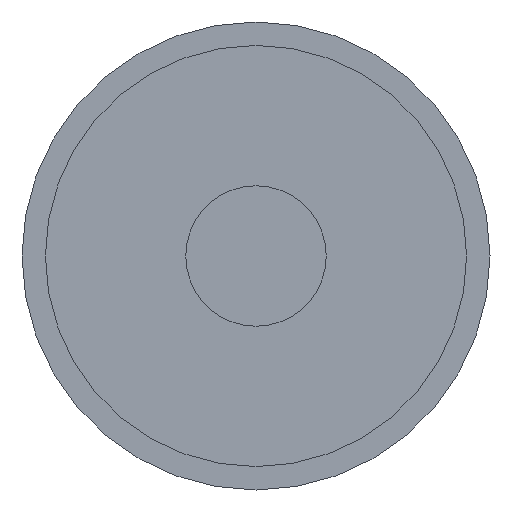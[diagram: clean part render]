
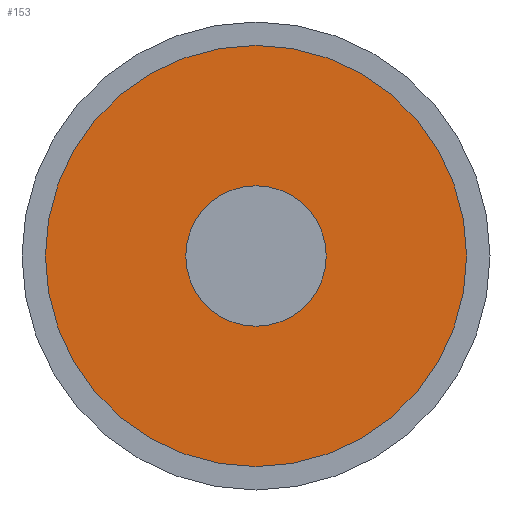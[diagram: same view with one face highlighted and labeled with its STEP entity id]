
A CAD part, front view. The second image highlights one B-rep face of the part: STEP entity #153.
In plain terms, the highlighted planar face has unit normal (0, -1, 0).
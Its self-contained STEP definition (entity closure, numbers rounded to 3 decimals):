
#58 = EDGE_CURVE ( 'NONE', #66, #65, #449, .T. ) ;
#64 = EDGE_CURVE ( 'NONE', #65, #66, #443, .T. ) ;
#65 = VERTEX_POINT ( 'NONE', #438 ) ;
#66 = VERTEX_POINT ( 'NONE', #437 ) ;
#85 = ORIENTED_EDGE ( 'NONE', *, *, #58, .T. ) ;
#153 = ADVANCED_FACE ( 'NONE', ( #246 ), #241, .F. ) ;
#154 = EDGE_LOOP ( 'NONE', ( #85, #191 ) ) ;
#191 = ORIENTED_EDGE ( 'NONE', *, *, #64, .T. ) ;
#236 = DIRECTION ( 'NONE',  ( 0., 0., 1. ) ) ;
#237 = DIRECTION ( 'NONE',  ( 0., 1., 0. ) ) ;
#238 = CARTESIAN_POINT ( 'NONE',  ( 0., -7.5, 0. ) ) ;
#240 = AXIS2_PLACEMENT_3D ( 'NONE', #238, #237, #236 ) ;
#241 = PLANE ( 'NONE',  #240 ) ;
#246 = FACE_OUTER_BOUND ( 'NONE', #154, .T. ) ;
#370 = DIRECTION ( 'NONE',  ( 0., 0., 1. ) ) ;
#371 = DIRECTION ( 'NONE',  ( 0., -1., 0. ) ) ;
#372 = CARTESIAN_POINT ( 'NONE',  ( 0., -7.5, 0. ) ) ;
#373 = AXIS2_PLACEMENT_3D ( 'NONE', #372, #371, #370 ) ;
#437 = CARTESIAN_POINT ( 'NONE',  ( 0., -7.5, 9. ) ) ;
#438 = CARTESIAN_POINT ( 'NONE',  ( 0., -7.5, -9. ) ) ;
#439 = DIRECTION ( 'NONE',  ( 0., 0., 1. ) ) ;
#440 = DIRECTION ( 'NONE',  ( 0., -1., 0. ) ) ;
#441 = CARTESIAN_POINT ( 'NONE',  ( 0., -7.5, 0. ) ) ;
#442 = AXIS2_PLACEMENT_3D ( 'NONE', #441, #440, #439 ) ;
#443 = CIRCLE ( 'NONE', #442, 9. ) ;
#449 = CIRCLE ( 'NONE', #373, 9. ) ;
